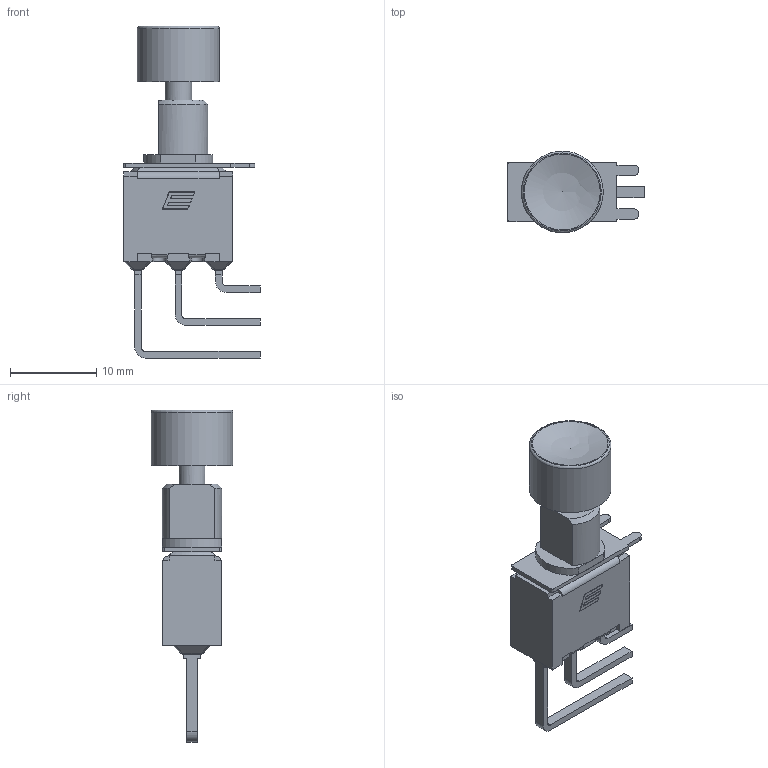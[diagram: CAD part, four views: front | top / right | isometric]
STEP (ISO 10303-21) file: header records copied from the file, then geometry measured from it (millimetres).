
FILE_DESCRIPTION((' '),'2;1');
FILE_NAME('700SP7B21M7xEC2xxx.stp','2017-07-19T15:30:11',(' '),(' '),' ','ACIS',' ');
FILE_SCHEMA(('CONFIG_CONTROL_DESIGN'));
Length unit declared in the file: inch
Products named in the file (1): 700SP7B21M7xEC2xxx.stp
Bounding box: 15.88 x 9.5 x 38.59 mm (x, y, z)
Volume: 1602.4 mm3; surface area: 1713.2 mm2
Topology: 1 solids, 3 shells, 279 faces, 712 edges, 449 vertices
Faces by surface type: plane 185, cylinder 75, sphere 13, torus 4, cone 2
Full cylindrical faces by diameter (mm): 2 x1, 3.1 x2, 5 x1, 7.5 x1, 9.5 x1
Entity records: 8547 total; most frequent: CARTESIAN_POINT 1705, DIRECTION 1398, ORIENTED_EDGE 1396, EDGE_CURVE 698, VECTOR 498, LINE 498, AXIS2_PLACEMENT_3D 450, VERTEX_POINT 445
